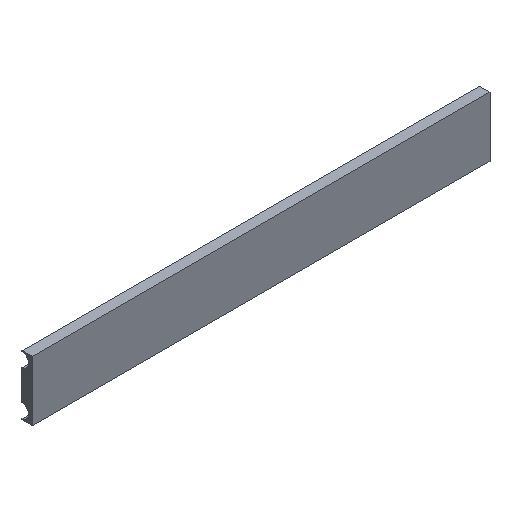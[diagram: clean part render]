
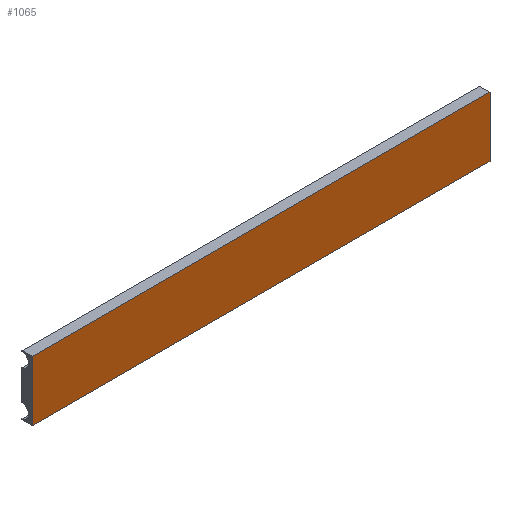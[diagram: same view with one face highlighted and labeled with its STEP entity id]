
A CAD part, isometric view. The second image highlights one B-rep face of the part: STEP entity #1065.
In plain terms, the highlighted planar face has unit normal (0, -1, 0).
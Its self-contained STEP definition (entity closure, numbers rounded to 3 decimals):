
#55 = VERTEX_POINT ( 'NONE', #701 ) ;
#88 = VERTEX_POINT ( 'NONE', #879 ) ;
#91 = EDGE_CURVE ( 'NONE', #389, #88, #584, .T. ) ;
#131 = CARTESIAN_POINT ( 'NONE',  ( 22860., 0., 734.662 ) ) ;
#137 = DIRECTION ( 'NONE',  ( 0., 0., -1. ) ) ;
#329 = LINE ( 'NONE', #354, #598 ) ;
#354 = CARTESIAN_POINT ( 'NONE',  ( 23748.666, 0., -2258.662 ) ) ;
#360 = VERTEX_POINT ( 'NONE', #469 ) ;
#389 = VERTEX_POINT ( 'NONE', #131 ) ;
#415 = ORIENTED_EDGE ( 'NONE', *, *, #828, .F. ) ;
#440 = DIRECTION ( 'NONE',  ( -1., 0., 0. ) ) ;
#441 = DIRECTION ( 'NONE',  ( -1., 0., 0. ) ) ;
#469 = CARTESIAN_POINT ( 'NONE',  ( 0., 0., -2258.662 ) ) ;
#478 = LINE ( 'NONE', #505, #744 ) ;
#505 = CARTESIAN_POINT ( 'NONE',  ( 22860., 0., 0. ) ) ;
#521 = ORIENTED_EDGE ( 'NONE', *, *, #699, .F. ) ;
#548 = VECTOR ( 'NONE', #750, 1000. ) ;
#584 = LINE ( 'NONE', #628, #902 ) ;
#598 = VECTOR ( 'NONE', #440, 1000. ) ;
#628 = CARTESIAN_POINT ( 'NONE',  ( 23748.666, 0., 734.662 ) ) ;
#648 = PLANE ( 'NONE',  #881 ) ;
#651 = DIRECTION ( 'NONE',  ( 0., 0., -1. ) ) ;
#699 = EDGE_CURVE ( 'NONE', #360, #88, #799, .T. ) ;
#701 = CARTESIAN_POINT ( 'NONE',  ( 22860., 0., -2258.662 ) ) ;
#724 = ORIENTED_EDGE ( 'NONE', *, *, #996, .F. ) ;
#730 = FACE_OUTER_BOUND ( 'NONE', #861, .T. ) ;
#733 = CARTESIAN_POINT ( 'NONE',  ( 0., 0., 0. ) ) ;
#744 = VECTOR ( 'NONE', #137, 1000. ) ;
#750 = DIRECTION ( 'NONE',  ( 0., 0., 1. ) ) ;
#799 = LINE ( 'NONE', #832, #548 ) ;
#828 = EDGE_CURVE ( 'NONE', #389, #55, #478, .T. ) ;
#832 = CARTESIAN_POINT ( 'NONE',  ( 0., 0., 0. ) ) ;
#861 = EDGE_LOOP ( 'NONE', ( #521, #724, #415, #972 ) ) ;
#879 = CARTESIAN_POINT ( 'NONE',  ( 0., 0., 734.662 ) ) ;
#881 = AXIS2_PLACEMENT_3D ( 'NONE', #733, #1006, #651 ) ;
#902 = VECTOR ( 'NONE', #441, 1000. ) ;
#972 = ORIENTED_EDGE ( 'NONE', *, *, #91, .T. ) ;
#996 = EDGE_CURVE ( 'NONE', #55, #360, #329, .T. ) ;
#1006 = DIRECTION ( 'NONE',  ( 0., -1., 0. ) ) ;
#1065 = ADVANCED_FACE ( 'NONE', ( #730 ), #648, .T. ) ;
